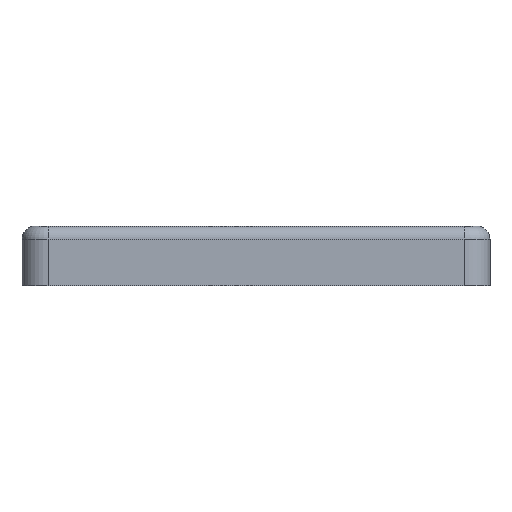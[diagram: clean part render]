
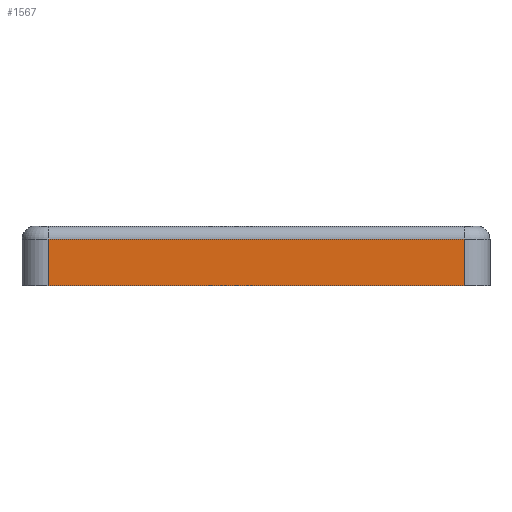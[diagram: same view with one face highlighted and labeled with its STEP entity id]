
A CAD part, left-side view. The second image highlights one B-rep face of the part: STEP entity #1567.
In plain terms, the highlighted planar face has unit normal (-1, 0, 0).
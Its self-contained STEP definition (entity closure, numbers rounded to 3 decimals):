
#673 = VERTEX_POINT ( 'NONE', #919 ) ;
#678 = VERTEX_POINT ( 'NONE', #917 ) ;
#698 = VERTEX_POINT ( 'NONE', #984 ) ;
#737 = VERTEX_POINT ( 'NONE', #978 ) ;
#917 = CARTESIAN_POINT ( 'NONE',  ( -18., 8., 1.8 ) ) ;
#919 = CARTESIAN_POINT ( 'NONE',  ( -18., -8., 0. ) ) ;
#978 = CARTESIAN_POINT ( 'NONE',  ( -18., -8., 1.8 ) ) ;
#984 = CARTESIAN_POINT ( 'NONE',  ( -18., 8., 0. ) ) ;
#1285 = CARTESIAN_POINT ( 'NONE',  ( -18., -8., 2.3 ) ) ;
#1288 = DIRECTION ( 'NONE',  ( 1., 0., 0. ) ) ;
#1311 = DIRECTION ( 'NONE',  ( 0., 1., 0. ) ) ;
#1324 = PLANE ( 'NONE',  #5595 ) ;
#1567 = ADVANCED_FACE ( 'NONE', ( #3785 ), #1324, .F. ) ;
#1687 = EDGE_LOOP ( 'NONE', ( #3719, #3688, #3704, #3716 ) ) ;
#2747 = DIRECTION ( 'NONE',  ( 0., 0., -1. ) ) ;
#2749 = DIRECTION ( 'NONE',  ( 0., 1., 0. ) ) ;
#2756 = CARTESIAN_POINT ( 'NONE',  ( -18., -8., 2.3 ) ) ;
#2757 = CARTESIAN_POINT ( 'NONE',  ( -18., 8., 1.8 ) ) ;
#2779 = CARTESIAN_POINT ( 'NONE',  ( -18., 8., 2.3 ) ) ;
#2781 = DIRECTION ( 'NONE',  ( 0., 0., -1. ) ) ;
#2792 = DIRECTION ( 'NONE',  ( 0., -1., 0. ) ) ;
#2805 = CARTESIAN_POINT ( 'NONE',  ( -18., -8., 0. ) ) ;
#3688 = ORIENTED_EDGE ( 'NONE', *, *, #5215, .T. ) ;
#3704 = ORIENTED_EDGE ( 'NONE', *, *, #5229, .T. ) ;
#3716 = ORIENTED_EDGE ( 'NONE', *, *, #5232, .T. ) ;
#3719 = ORIENTED_EDGE ( 'NONE', *, *, #5212, .F. ) ;
#3785 = FACE_OUTER_BOUND ( 'NONE', #1687, .T. ) ;
#3888 = LINE ( 'NONE', #2805, #3889 ) ;
#3889 = VECTOR ( 'NONE', #2792, 1000. ) ;
#3892 = LINE ( 'NONE', #2756, #3921 ) ;
#3894 = LINE ( 'NONE', #2757, #3904 ) ;
#3904 = VECTOR ( 'NONE', #2749, 1000. ) ;
#3911 = LINE ( 'NONE', #2779, #3912 ) ;
#3912 = VECTOR ( 'NONE', #2781, 1000. ) ;
#3921 = VECTOR ( 'NONE', #2747, 1000. ) ;
#5212 = EDGE_CURVE ( 'NONE', #737, #673, #3892, .T. ) ;
#5215 = EDGE_CURVE ( 'NONE', #737, #678, #3894, .T. ) ;
#5229 = EDGE_CURVE ( 'NONE', #678, #698, #3911, .T. ) ;
#5232 = EDGE_CURVE ( 'NONE', #698, #673, #3888, .T. ) ;
#5595 = AXIS2_PLACEMENT_3D ( 'NONE', #1285, #1288, #1311 ) ;
